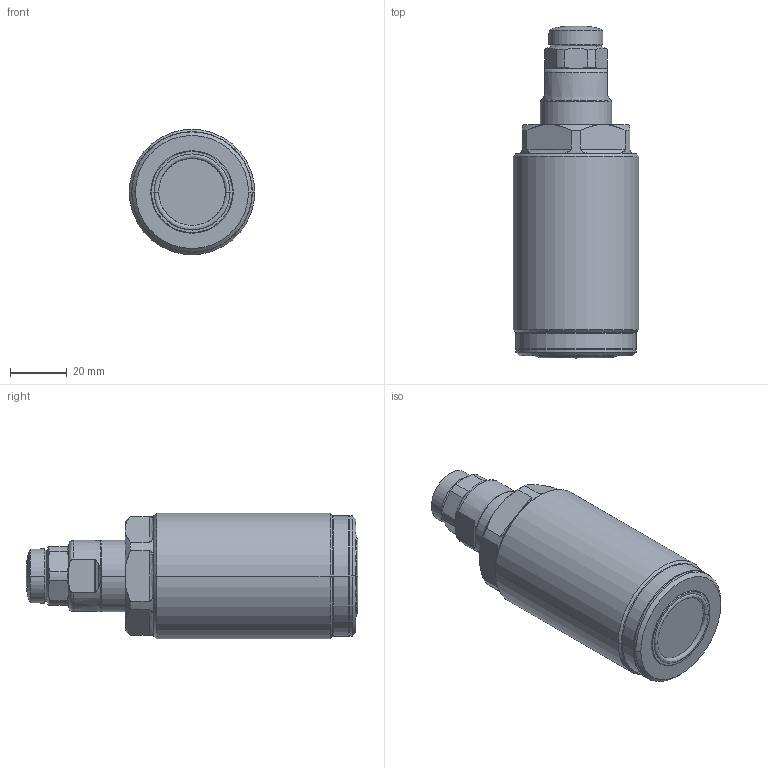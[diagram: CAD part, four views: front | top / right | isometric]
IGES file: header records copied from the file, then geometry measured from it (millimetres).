
Start section:  PTC IGES file: ilc10071010ps.igs
Global section: file name: ilc10071010ps.igs; native system: Creo Parametric by Parametric Technology Corporation; preprocessor: 2013320; author: Asawyer; organization: Unknown; date: 20200622.111102; units: inch
Bounding box: 44.3 x 117.13 x 44.3 mm (x, y, z)
Surface area: 27568.9 mm2 (no closed solid volume)
Topology: 0 solids, 0 shells, 131 faces, 914 edges, 1148 vertices
Faces by surface type: revolution 96, bspline 35
